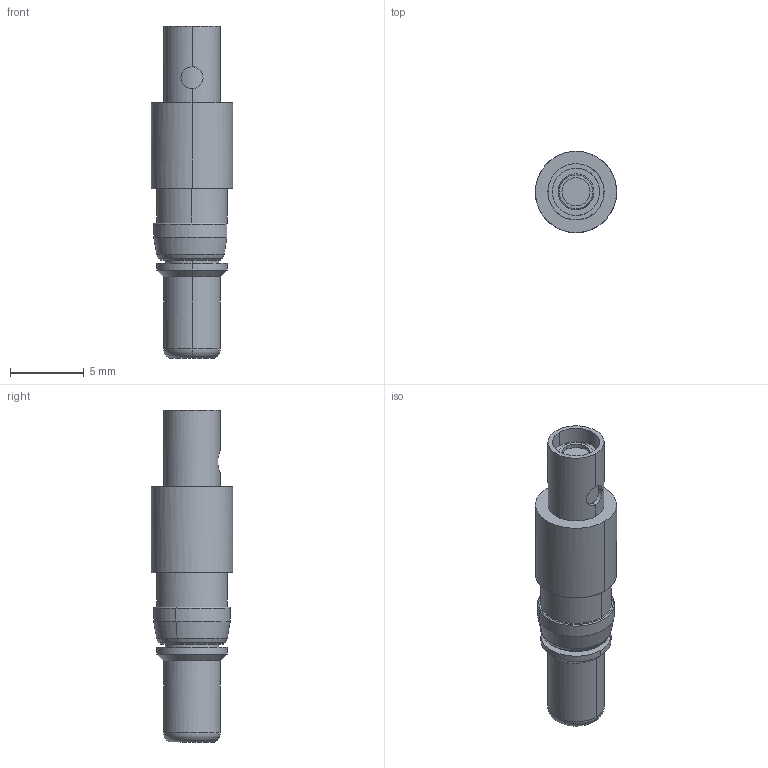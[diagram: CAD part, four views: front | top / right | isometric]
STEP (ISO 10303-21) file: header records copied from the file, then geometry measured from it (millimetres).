
FILE_DESCRIPTION(('CATIA V5 STEP Exchange','CAx-IF Rec.Pracs.--- Model Styling and Organization---1.4--- 2014-01-23'),'2;1');
FILE_NAME ('1255406-1_1', '2024-01-04T10:50:57+00:00', ('none'), ('Weidmueller'), 'CATIA Version 5-6 Release 2016 SP3 HF44', 'CATIA V5 STEP AP214', 'none');
FILE_SCHEMA(('AUTOMOTIVE_DESIGN { 1 0 10303 214 1 1 1 1 }'));
Length unit declared in the file: millimetre
Products named in the file (1): 2748690000
Bounding box: 5.5 x 5.5 x 22.47 mm (x, y, z)
Volume: 300.9 mm3; surface area: 546.2 mm2
Topology: 1 solids, 1 shells, 91 faces, 216 edges, 136 vertices
Faces by surface type: cylinder 35, plane 20, revolution 16, cone 8, bspline 8, torus 4
Entity records: 3571 total; most frequent: CARTESIAN_POINT 1678, ORIENTED_EDGE 432, DIRECTION 267, EDGE_CURVE 216, VERTEX_POINT 136, AXIS2_PLACEMENT_3D 126, B_SPLINE_CURVE_WITH_KNOTS 111, EDGE_LOOP 100
